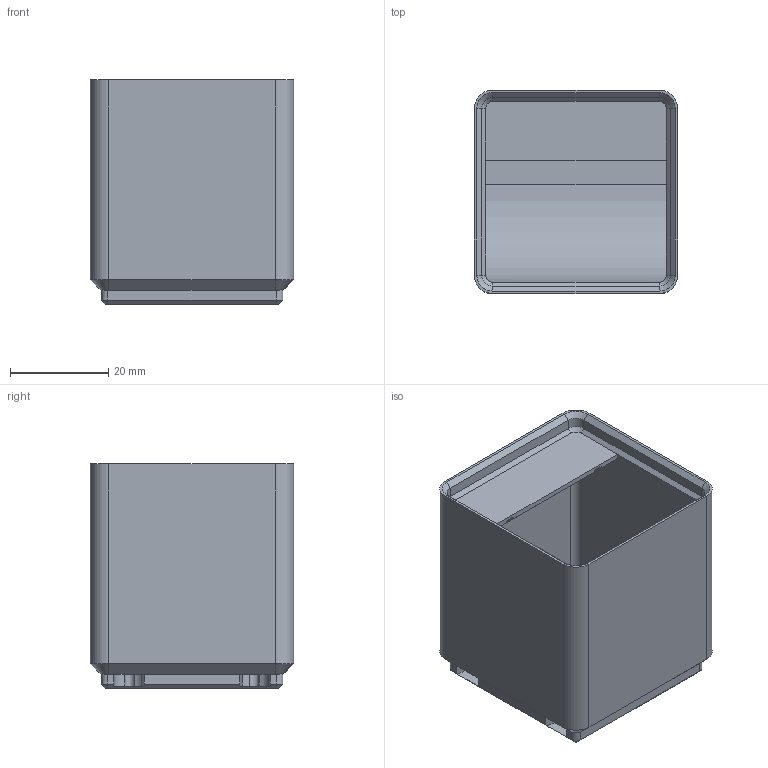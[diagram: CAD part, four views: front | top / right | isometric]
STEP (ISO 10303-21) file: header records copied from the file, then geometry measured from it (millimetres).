
FILE_DESCRIPTION (( 'STEP AP214' ), '1' );
FILE_NAME ('3u-1x1.STEP', '2022-10-01T02:06:11', ( '' ), ( '' ), 'SwSTEP 2.0', 'SolidWorks 2021', '' );
FILE_SCHEMA (( 'AUTOMOTIVE_DESIGN' ));
Length unit declared in the file: millimetre
Products named in the file (1): 3u-1x1
Bounding box: 41.5 x 41.5 x 45.75 mm (x, y, z)
Volume: 25210.9 mm3; surface area: 17425.7 mm2
Topology: 1 solids, 1 shells, 214 faces, 554 edges, 326 vertices
Faces by surface type: plane 96, cylinder 78, cone 16, sphere 12, torus 12
Entity records: 6450 total; most frequent: CARTESIAN_POINT 1179, DIRECTION 1128, ORIENTED_EDGE 1084, EDGE_CURVE 542, AXIS2_PLACEMENT_3D 387, LINE 354, VECTOR 354, VERTEX_POINT 326
